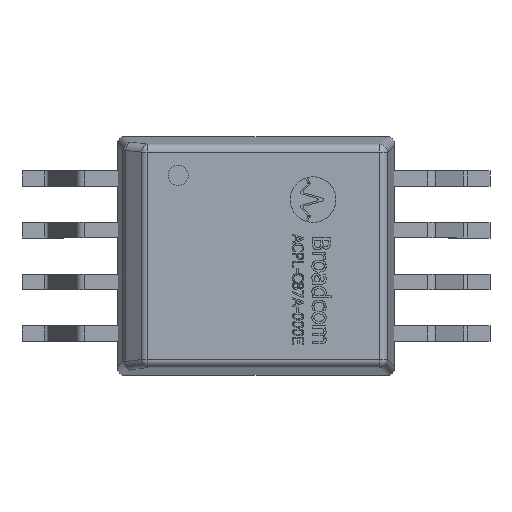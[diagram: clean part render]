
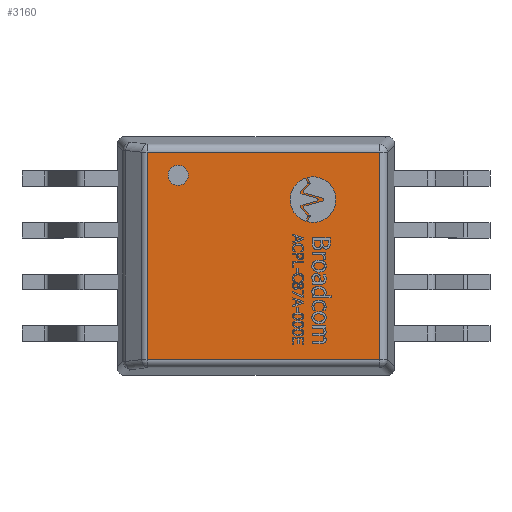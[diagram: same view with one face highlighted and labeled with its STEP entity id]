
A CAD part, top view. The second image highlights one B-rep face of the part: STEP entity #3160.
In plain terms, the highlighted planar face has unit normal (0, 0, 1).
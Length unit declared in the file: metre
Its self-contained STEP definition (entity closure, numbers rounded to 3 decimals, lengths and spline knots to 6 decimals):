
#3160 = ADVANCED_FACE( '', ( #7686 ), #7687, .T. );
#3638 = EDGE_CURVE( '', #8353, #7081, #8354, .T. );
#4232 = EDGE_CURVE( '', #9122, #7854, #9123, .T. );
#5166 = EDGE_CURVE( '', #7854, #8353, #10262, .T. );
#5464 = EDGE_CURVE( '', #7081, #9122, #10597, .T. );
#7081 = VERTEX_POINT( '', #12939 );
#7686 = FACE_OUTER_BOUND( '', #13892, .T. );
#7687 = PLANE( '', #13893 );
#7854 = VERTEX_POINT( '', #14162 );
#8353 = VERTEX_POINT( '', #14949 );
#8354 = LINE( '', #14950, #14951 );
#9122 = VERTEX_POINT( '', #16278 );
#9123 = LINE( '', #16279, #16280 );
#10262 = LINE( '', #18199, #18200 );
#10597 = LINE( '', #18813, #18814 );
#12939 = CARTESIAN_POINT( '', ( 0.003027, 0.002549, 0.003607 ) );
#13892 = EDGE_LOOP( '', ( #21381, #21382, #21383, #21384 ) );
#13893 = AXIS2_PLACEMENT_3D( '', #21385, #21386, #21387 );
#14162 = CARTESIAN_POINT( '', ( -0.002678, -0.002549, 0.003607 ) );
#14949 = CARTESIAN_POINT( '', ( -0.002678, 0.002549, 0.003607 ) );
#14950 = CARTESIAN_POINT( '', ( 0.000851, 0.002549, 0.003607 ) );
#14951 = VECTOR( '', #22342, 1. );
#16278 = CARTESIAN_POINT( '', ( 0.003027, -0.002549, 0.003607 ) );
#16279 = CARTESIAN_POINT( '', ( -0.000851, -0.002549, 0.003607 ) );
#16280 = VECTOR( '', #23373, 1. );
#18199 = CARTESIAN_POINT( '', ( -0.002678, 0.000366, 0.003607 ) );
#18200 = VECTOR( '', #25410, 1. );
#18813 = CARTESIAN_POINT( '', ( 0.003027, -0.000731, 0.003607 ) );
#18814 = VECTOR( '', #25879, 1. );
#21381 = ORIENTED_EDGE( '', *, *, #3638, .F. );
#21382 = ORIENTED_EDGE( '', *, *, #5166, .F. );
#21383 = ORIENTED_EDGE( '', *, *, #4232, .F. );
#21384 = ORIENTED_EDGE( '', *, *, #5464, .F. );
#21385 = CARTESIAN_POINT( '', ( 0., 0., 0.003607 ) );
#21386 = DIRECTION( '', ( 0., 0., 1. ) );
#21387 = DIRECTION( '', ( 1., 0., 0. ) );
#22342 = DIRECTION( '', ( 1., 0., 0. ) );
#23373 = DIRECTION( '', ( -1., 0., 0. ) );
#25410 = DIRECTION( '', ( 0., 1., 0. ) );
#25879 = DIRECTION( '', ( 0., -1., 0. ) );
